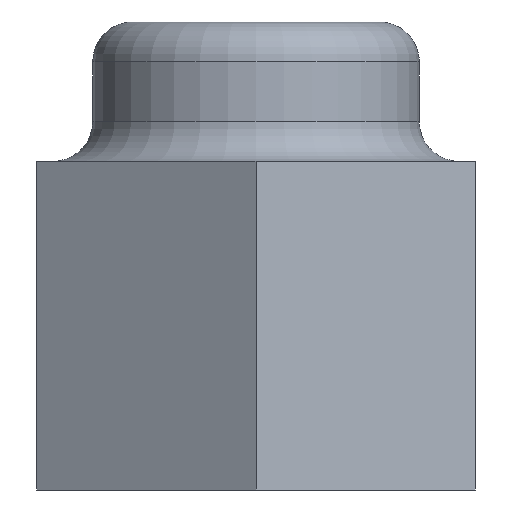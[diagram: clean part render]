
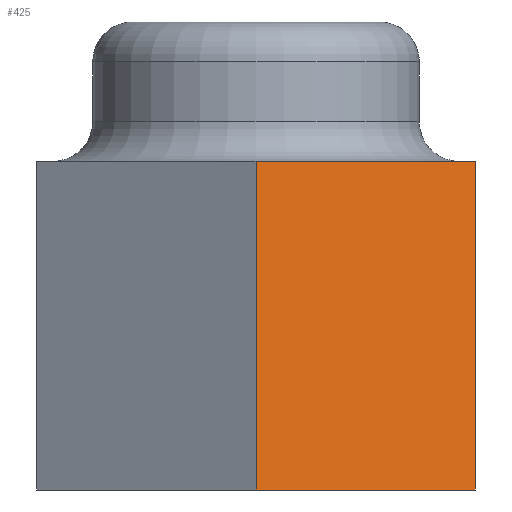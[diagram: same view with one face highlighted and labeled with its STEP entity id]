
A CAD part, front view. The second image highlights one B-rep face of the part: STEP entity #425.
In plain terms, the highlighted planar face has unit normal (0.5, -0.866, 0).
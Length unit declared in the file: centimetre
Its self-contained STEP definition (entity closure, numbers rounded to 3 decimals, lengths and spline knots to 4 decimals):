
#134=VERTEX_POINT('',#577);
#135=VERTEX_POINT('',#579);
#147=VERTEX_POINT('',#614);
#150=VERTEX_POINT('',#620);
#166=VECTOR('',#490,1.);
#179=VECTOR('',#526,1.);
#180=VECTOR('',#532,1.);
#181=VECTOR('',#533,1.);
#198=LINE('',#578,#166);
#211=LINE('',#621,#179);
#212=LINE('',#627,#180);
#213=LINE('',#628,#181);
#233=EDGE_CURVE('',#135,#134,#198,.T.);
#252=EDGE_CURVE('',#150,#147,#211,.T.);
#254=EDGE_CURVE('',#150,#135,#212,.T.);
#255=EDGE_CURVE('',#147,#134,#213,.T.);
#319=ORIENTED_EDGE('',*,*,#254,.T.);
#320=ORIENTED_EDGE('',*,*,#233,.T.);
#321=ORIENTED_EDGE('',*,*,#255,.F.);
#322=ORIENTED_EDGE('',*,*,#252,.F.);
#370=EDGE_LOOP('',(#319,#320,#321,#322));
#403=FACE_BOUND('',#370,.T.);
#425=ADVANCED_FACE('',(#403),#645,.T.);
#457=AXIS2_PLACEMENT_3D('',#626,#531,$);
#490=DIRECTION('',(0.866,0.5,0.));
#526=DIRECTION('',(0.866,0.5,0.));
#531=DIRECTION('',(0.5,-0.866,0.));
#532=DIRECTION('',(0.,0.,-1.));
#533=DIRECTION('',(0.,0.,-1.));
#577=CARTESIAN_POINT('',(-1.95,-0.3175,-0.825));
#578=CARTESIAN_POINT('',(-1.95,-0.3175,-0.825));
#579=CARTESIAN_POINT('',(-2.5,-0.6351,-0.825));
#614=CARTESIAN_POINT('',(-1.95,-0.3175,0.));
#620=CARTESIAN_POINT('',(-2.5,-0.6351,0.));
#621=CARTESIAN_POINT('',(-2.5,-0.6351,0.));
#626=CARTESIAN_POINT('',(-2.225,-0.4763,0.));
#627=CARTESIAN_POINT('',(-2.5,-0.6351,-0.125));
#628=CARTESIAN_POINT('',(-1.95,-0.3175,-0.125));
#645=PLANE('',#457);
